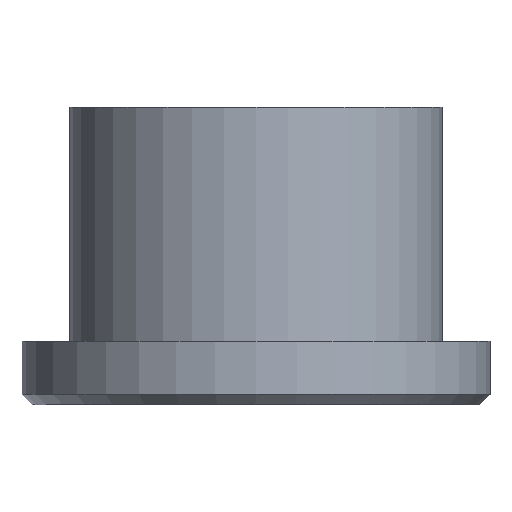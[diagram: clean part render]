
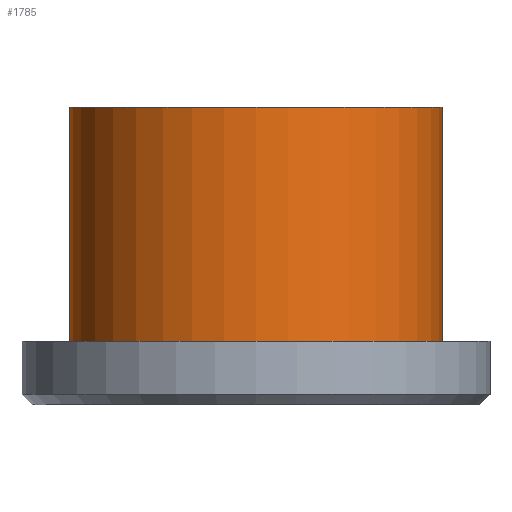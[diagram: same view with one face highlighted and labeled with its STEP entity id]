
A CAD part, front view. The second image highlights one B-rep face of the part: STEP entity #1785.
In plain terms, the highlighted cylindrical face has radius 8.75 mm (diameter 17.5 mm), a partial arc.
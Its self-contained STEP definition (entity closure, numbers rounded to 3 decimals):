
#96 = CARTESIAN_POINT ( 'NONE',  ( -8.75, 0., 7. ) ) ;
#700 = EDGE_CURVE ( 'NONE', #6100, #11492, #13141, .T. ) ;
#1785 = ADVANCED_FACE ( 'NONE', ( #9568 ), #7996, .T. ) ;
#1916 = DIRECTION ( 'NONE',  ( 0., 0., 1. ) ) ;
#1949 = AXIS2_PLACEMENT_3D ( 'NONE', #11552, #5401, #4326 ) ;
#2058 = DIRECTION ( 'NONE',  ( 1., 0., 0. ) ) ;
#2201 = EDGE_LOOP ( 'NONE', ( #11947, #12703, #2722, #12560 ) ) ;
#2259 = CARTESIAN_POINT ( 'NONE',  ( -8.75, 0., -4. ) ) ;
#2722 = ORIENTED_EDGE ( 'NONE', *, *, #12439, .T. ) ;
#2914 = VERTEX_POINT ( 'NONE', #9996 ) ;
#3796 = VERTEX_POINT ( 'NONE', #6628 ) ;
#4326 = DIRECTION ( 'NONE',  ( 1., 0., 0. ) ) ;
#4953 = VECTOR ( 'NONE', #10262, 1000. ) ;
#5224 = AXIS2_PLACEMENT_3D ( 'NONE', #12126, #12260, #2058 ) ;
#5401 = DIRECTION ( 'NONE',  ( 0., 0., 1. ) ) ;
#5951 = CARTESIAN_POINT ( 'NONE',  ( 0., 0., -4. ) ) ;
#6100 = VERTEX_POINT ( 'NONE', #2259 ) ;
#6628 = CARTESIAN_POINT ( 'NONE',  ( 8.75, 0., -4. ) ) ;
#6729 = CIRCLE ( 'NONE', #13180, 8.75 ) ;
#7198 = CARTESIAN_POINT ( 'NONE',  ( 8.75, 0., 7. ) ) ;
#7996 = CYLINDRICAL_SURFACE ( 'NONE', #5224, 8.75 ) ;
#8478 = CARTESIAN_POINT ( 'NONE',  ( -8.75, 0., 7. ) ) ;
#9388 = DIRECTION ( 'NONE',  ( 0., 0., 1. ) ) ;
#9568 = FACE_OUTER_BOUND ( 'NONE', #2201, .T. ) ;
#9996 = CARTESIAN_POINT ( 'NONE',  ( 8.75, 0., 7. ) ) ;
#10052 = VECTOR ( 'NONE', #9388, 1000. ) ;
#10262 = DIRECTION ( 'NONE',  ( 0., 0., 1. ) ) ;
#10317 = EDGE_CURVE ( 'NONE', #6100, #3796, #6729, .T. ) ;
#11492 = VERTEX_POINT ( 'NONE', #8478 ) ;
#11552 = CARTESIAN_POINT ( 'NONE',  ( 0., 0., 7. ) ) ;
#11682 = LINE ( 'NONE', #7198, #10052 ) ;
#11947 = ORIENTED_EDGE ( 'NONE', *, *, #700, .F. ) ;
#12003 = CIRCLE ( 'NONE', #1949, 8.75 ) ;
#12126 = CARTESIAN_POINT ( 'NONE',  ( 0., 0., 7. ) ) ;
#12252 = DIRECTION ( 'NONE',  ( 1., 0., 0. ) ) ;
#12260 = DIRECTION ( 'NONE',  ( 0., 0., 1. ) ) ;
#12439 = EDGE_CURVE ( 'NONE', #3796, #2914, #11682, .T. ) ;
#12560 = ORIENTED_EDGE ( 'NONE', *, *, #12819, .F. ) ;
#12703 = ORIENTED_EDGE ( 'NONE', *, *, #10317, .T. ) ;
#12819 = EDGE_CURVE ( 'NONE', #11492, #2914, #12003, .T. ) ;
#13141 = LINE ( 'NONE', #96, #4953 ) ;
#13180 = AXIS2_PLACEMENT_3D ( 'NONE', #5951, #1916, #12252 ) ;
